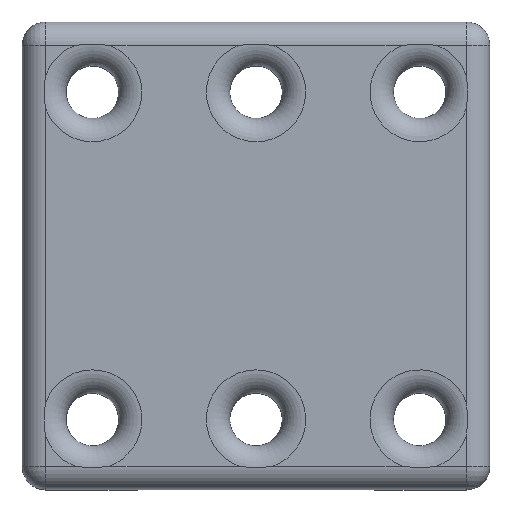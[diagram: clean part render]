
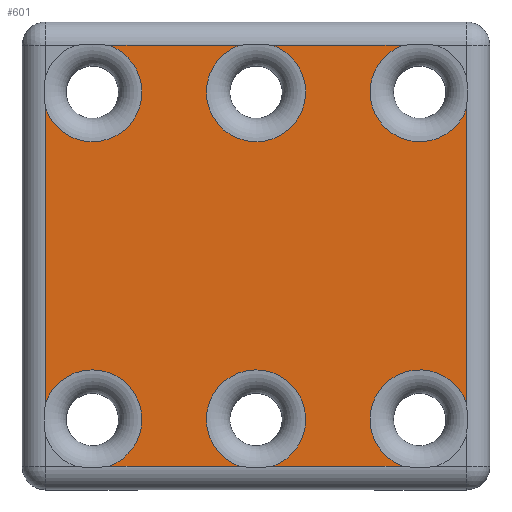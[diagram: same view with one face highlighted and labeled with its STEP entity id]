
A CAD part, top view. The second image highlights one B-rep face of the part: STEP entity #601.
In plain terms, the highlighted planar face has unit normal (0, 0, 1).
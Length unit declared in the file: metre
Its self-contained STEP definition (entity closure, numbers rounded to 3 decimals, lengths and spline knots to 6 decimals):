
#58=CIRCLE('',#656,0.005307);
#59=CIRCLE('',#657,0.005307);
#60=CIRCLE('',#658,0.005307);
#61=CIRCLE('',#659,0.005307);
#62=CIRCLE('',#660,0.005307);
#63=CIRCLE('',#661,0.005307);
#98=ORIENTED_EDGE('',*,*,#270,.T.);
#99=ORIENTED_EDGE('',*,*,#271,.T.);
#100=ORIENTED_EDGE('',*,*,#272,.T.);
#101=ORIENTED_EDGE('',*,*,#273,.T.);
#102=ORIENTED_EDGE('',*,*,#274,.T.);
#103=ORIENTED_EDGE('',*,*,#275,.T.);
#104=ORIENTED_EDGE('',*,*,#276,.T.);
#105=ORIENTED_EDGE('',*,*,#277,.T.);
#106=ORIENTED_EDGE('',*,*,#278,.T.);
#107=ORIENTED_EDGE('',*,*,#279,.T.);
#108=ORIENTED_EDGE('',*,*,#280,.T.);
#109=ORIENTED_EDGE('',*,*,#281,.T.);
#270=EDGE_CURVE('',#356,#357,#58,.F.);
#271=EDGE_CURVE('',#357,#358,#409,.T.);
#272=EDGE_CURVE('',#358,#359,#59,.F.);
#273=EDGE_CURVE('',#359,#360,#410,.F.);
#274=EDGE_CURVE('',#360,#361,#60,.F.);
#275=EDGE_CURVE('',#361,#362,#411,.F.);
#276=EDGE_CURVE('',#362,#363,#61,.F.);
#277=EDGE_CURVE('',#363,#364,#412,.F.);
#278=EDGE_CURVE('',#364,#365,#62,.F.);
#279=EDGE_CURVE('',#365,#366,#413,.T.);
#280=EDGE_CURVE('',#366,#367,#63,.F.);
#281=EDGE_CURVE('',#367,#356,#414,.T.);
#356=VERTEX_POINT('',#939);
#357=VERTEX_POINT('',#940);
#358=VERTEX_POINT('',#942);
#359=VERTEX_POINT('',#944);
#360=VERTEX_POINT('',#946);
#361=VERTEX_POINT('',#948);
#362=VERTEX_POINT('',#950);
#363=VERTEX_POINT('',#952);
#364=VERTEX_POINT('',#954);
#365=VERTEX_POINT('',#956);
#366=VERTEX_POINT('',#958);
#367=VERTEX_POINT('',#960);
#409=LINE('',#941,#445);
#410=LINE('',#945,#446);
#411=LINE('',#949,#447);
#412=LINE('',#953,#448);
#413=LINE('',#957,#449);
#414=LINE('',#961,#450);
#445=VECTOR('',#749,1.);
#446=VECTOR('',#752,1.);
#447=VECTOR('',#755,1.);
#448=VECTOR('',#758,1.);
#449=VECTOR('',#761,1.);
#450=VECTOR('',#764,1.);
#478=EDGE_LOOP('',(#98,#99,#100,#101,#102,#103,#104,#105,#106,#107,#108,
#109));
#534=FACE_BOUND('',#478,.T.);
#590=PLANE('',#655);
#601=ADVANCED_FACE('',(#534),#590,.T.);
#655=AXIS2_PLACEMENT_3D('',#937,#745,#746);
#656=AXIS2_PLACEMENT_3D('',#938,#747,#748);
#657=AXIS2_PLACEMENT_3D('',#943,#750,#751);
#658=AXIS2_PLACEMENT_3D('',#947,#753,#754);
#659=AXIS2_PLACEMENT_3D('',#951,#756,#757);
#660=AXIS2_PLACEMENT_3D('',#955,#759,#760);
#661=AXIS2_PLACEMENT_3D('',#959,#762,#763);
#745=DIRECTION('',(0.,0.,1.));
#746=DIRECTION('',(1.,0.,0.));
#747=DIRECTION('',(0.,0.,1.));
#748=DIRECTION('',(1.,0.,0.));
#749=DIRECTION('',(1.,0.,0.));
#750=DIRECTION('',(0.,0.,1.));
#751=DIRECTION('',(1.,0.,0.));
#752=DIRECTION('',(0.,-1.,0.));
#753=DIRECTION('',(0.,0.,1.));
#754=DIRECTION('',(1.,0.,0.));
#755=DIRECTION('',(1.,0.,0.));
#756=DIRECTION('',(0.,0.,1.));
#757=DIRECTION('',(1.,0.,0.));
#758=DIRECTION('',(1.,0.,0.));
#759=DIRECTION('',(0.,0.,1.));
#760=DIRECTION('',(1.,0.,0.));
#761=DIRECTION('',(0.,-1.,0.));
#762=DIRECTION('',(0.,0.,1.));
#763=DIRECTION('',(1.,0.,0.));
#764=DIRECTION('',(1.,0.,0.));
#937=CARTESIAN_POINT('',(0.0125,0.025002,0.212225));
#938=CARTESIAN_POINT('',(0.,-0.0175,0.212225));
#939=CARTESIAN_POINT('',(-0.001778,-0.0225,0.212225));
#940=CARTESIAN_POINT('',(0.001778,-0.0225,0.212225));
#941=CARTESIAN_POINT('',(0.0125,-0.0225,0.212225));
#942=CARTESIAN_POINT('',(0.015722,-0.0225,0.212225));
#943=CARTESIAN_POINT('',(0.0175,-0.0175,0.212225));
#944=CARTESIAN_POINT('',(0.0225,-0.015722,0.212225));
#945=CARTESIAN_POINT('',(0.0225,0.025002,0.212225));
#946=CARTESIAN_POINT('',(0.0225,0.015722,0.212225));
#947=CARTESIAN_POINT('',(0.0175,0.0175,0.212225));
#948=CARTESIAN_POINT('',(0.015722,0.0225,0.212225));
#949=CARTESIAN_POINT('',(-0.025,0.0225,0.212225));
#950=CARTESIAN_POINT('',(0.001778,0.0225,0.212225));
#951=CARTESIAN_POINT('',(0.,0.0175,0.212225));
#952=CARTESIAN_POINT('',(-0.001778,0.0225,0.212225));
#953=CARTESIAN_POINT('',(-0.025,0.0225,0.212225));
#954=CARTESIAN_POINT('',(-0.015722,0.0225,0.212225));
#955=CARTESIAN_POINT('',(-0.0175,0.0175,0.212225));
#956=CARTESIAN_POINT('',(-0.0225,0.015722,0.212225));
#957=CARTESIAN_POINT('',(-0.0225,-0.025,0.212225));
#958=CARTESIAN_POINT('',(-0.0225,-0.015722,0.212225));
#959=CARTESIAN_POINT('',(-0.0175,-0.0175,0.212225));
#960=CARTESIAN_POINT('',(-0.015722,-0.0225,0.212225));
#961=CARTESIAN_POINT('',(0.0125,-0.0225,0.212225));
